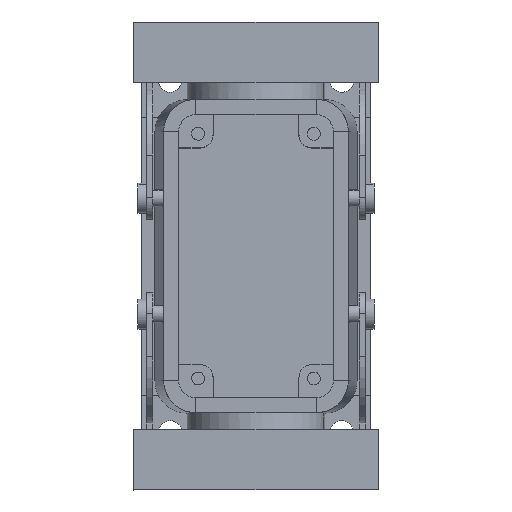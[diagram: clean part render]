
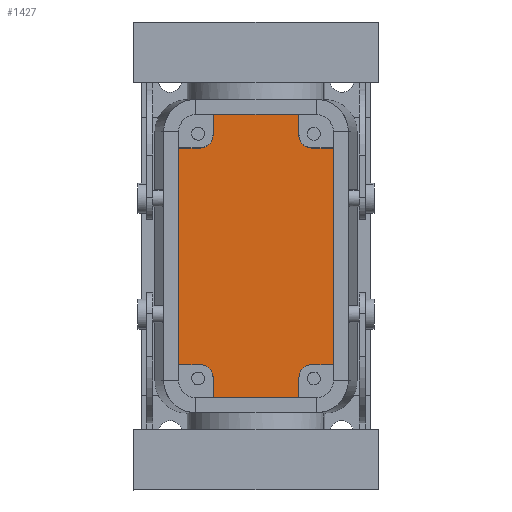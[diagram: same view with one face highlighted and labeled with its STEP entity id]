
A CAD part, top view. The second image highlights one B-rep face of the part: STEP entity #1427.
In plain terms, the highlighted planar face has unit normal (0, 0, 1).
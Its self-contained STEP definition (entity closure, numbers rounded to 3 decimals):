
#1275=AXIS2_PLACEMENT_3D('Plane Axis2P3D',#1272,#1273,#1274) ;
#332=CARTESIAN_POINT('Vertex',(18.5,87.5,5.5)) ;
#335=CARTESIAN_POINT('Line Origine',(28.5,87.5,5.5)) ;
#339=CARTESIAN_POINT('Vertex',(38.5,87.5,5.5)) ;
#1253=CARTESIAN_POINT('Line Origine',(18.5,85.125,5.5)) ;
#1257=CARTESIAN_POINT('Vertex',(18.5,82.75,5.5)) ;
#1272=CARTESIAN_POINT('Axis2P3D Location',(28.5,54.5,5.5)) ;
#1278=CARTESIAN_POINT('Control Point',(18.5,82.75,5.5)) ;
#1279=CARTESIAN_POINT('Control Point',(18.5,82.411,5.5)) ;
#1280=CARTESIAN_POINT('Control Point',(18.452,82.071,5.5)) ;
#1281=CARTESIAN_POINT('Control Point',(18.356,81.741,5.5)) ;
#1282=CARTESIAN_POINT('Control Point',(18.073,81.116,5.5)) ;
#1283=CARTESIAN_POINT('Control Point',(17.628,80.595,5.5)) ;
#1284=CARTESIAN_POINT('Control Point',(17.37,80.367,5.5)) ;
#1285=CARTESIAN_POINT('Control Point',(16.861,80.033,5.5)) ;
#1286=CARTESIAN_POINT('Control Point',(16.287,79.837,5.5)) ;
#1287=CARTESIAN_POINT('Control Point',(16.027,79.779,5.5)) ;
#1288=CARTESIAN_POINT('Control Point',(15.764,79.75,5.5)) ;
#1289=CARTESIAN_POINT('Control Point',(15.5,79.75,5.5)) ;
#1290=CARTESIAN_POINT('Vertex',(15.5,79.75,5.5)) ;
#1293=CARTESIAN_POINT('Line Origine',(13.,79.75,5.5)) ;
#1297=CARTESIAN_POINT('Vertex',(10.5,79.75,5.5)) ;
#1300=CARTESIAN_POINT('Line Origine',(10.5,54.5,5.5)) ;
#1304=CARTESIAN_POINT('Vertex',(10.5,29.25,5.5)) ;
#1307=CARTESIAN_POINT('Line Origine',(13.,29.25,5.5)) ;
#1311=CARTESIAN_POINT('Vertex',(15.5,29.25,5.5)) ;
#1315=CARTESIAN_POINT('Control Point',(15.5,29.25,5.5)) ;
#1316=CARTESIAN_POINT('Control Point',(15.839,29.25,5.5)) ;
#1317=CARTESIAN_POINT('Control Point',(16.179,29.202,5.5)) ;
#1318=CARTESIAN_POINT('Control Point',(16.509,29.106,5.5)) ;
#1319=CARTESIAN_POINT('Control Point',(17.134,28.823,5.5)) ;
#1320=CARTESIAN_POINT('Control Point',(17.655,28.378,5.5)) ;
#1321=CARTESIAN_POINT('Control Point',(17.883,28.12,5.5)) ;
#1322=CARTESIAN_POINT('Control Point',(18.217,27.611,5.5)) ;
#1323=CARTESIAN_POINT('Control Point',(18.413,27.037,5.5)) ;
#1324=CARTESIAN_POINT('Control Point',(18.471,26.777,5.5)) ;
#1325=CARTESIAN_POINT('Control Point',(18.5,26.514,5.5)) ;
#1326=CARTESIAN_POINT('Control Point',(18.5,26.25,5.5)) ;
#1327=CARTESIAN_POINT('Vertex',(18.5,26.25,5.5)) ;
#1330=CARTESIAN_POINT('Line Origine',(18.5,23.875,5.5)) ;
#1334=CARTESIAN_POINT('Vertex',(18.5,21.5,5.5)) ;
#1337=CARTESIAN_POINT('Line Origine',(28.5,21.5,5.5)) ;
#1341=CARTESIAN_POINT('Vertex',(38.5,21.5,5.5)) ;
#1344=CARTESIAN_POINT('Line Origine',(38.5,23.875,5.5)) ;
#1348=CARTESIAN_POINT('Vertex',(38.5,26.25,5.5)) ;
#1352=CARTESIAN_POINT('Control Point',(38.5,26.25,5.5)) ;
#1353=CARTESIAN_POINT('Control Point',(38.5,26.589,5.5)) ;
#1354=CARTESIAN_POINT('Control Point',(38.548,26.929,5.5)) ;
#1355=CARTESIAN_POINT('Control Point',(38.644,27.259,5.5)) ;
#1356=CARTESIAN_POINT('Control Point',(38.927,27.884,5.5)) ;
#1357=CARTESIAN_POINT('Control Point',(39.372,28.405,5.5)) ;
#1358=CARTESIAN_POINT('Control Point',(39.63,28.633,5.5)) ;
#1359=CARTESIAN_POINT('Control Point',(40.139,28.967,5.5)) ;
#1360=CARTESIAN_POINT('Control Point',(40.713,29.163,5.5)) ;
#1361=CARTESIAN_POINT('Control Point',(40.973,29.221,5.5)) ;
#1362=CARTESIAN_POINT('Control Point',(41.236,29.25,5.5)) ;
#1363=CARTESIAN_POINT('Control Point',(41.5,29.25,5.5)) ;
#1364=CARTESIAN_POINT('Vertex',(41.5,29.25,5.5)) ;
#1367=CARTESIAN_POINT('Line Origine',(44.,29.25,5.5)) ;
#1371=CARTESIAN_POINT('Vertex',(46.5,29.25,5.5)) ;
#1374=CARTESIAN_POINT('Line Origine',(46.5,54.5,5.5)) ;
#1378=CARTESIAN_POINT('Vertex',(46.5,79.75,5.5)) ;
#1381=CARTESIAN_POINT('Line Origine',(44.,79.75,5.5)) ;
#1385=CARTESIAN_POINT('Vertex',(41.5,79.75,5.5)) ;
#1389=CARTESIAN_POINT('Control Point',(41.5,79.75,5.5)) ;
#1390=CARTESIAN_POINT('Control Point',(41.161,79.75,5.5)) ;
#1391=CARTESIAN_POINT('Control Point',(40.821,79.798,5.5)) ;
#1392=CARTESIAN_POINT('Control Point',(40.491,79.894,5.5)) ;
#1393=CARTESIAN_POINT('Control Point',(39.866,80.177,5.5)) ;
#1394=CARTESIAN_POINT('Control Point',(39.345,80.622,5.5)) ;
#1395=CARTESIAN_POINT('Control Point',(39.117,80.88,5.5)) ;
#1396=CARTESIAN_POINT('Control Point',(38.783,81.389,5.5)) ;
#1397=CARTESIAN_POINT('Control Point',(38.587,81.963,5.5)) ;
#1398=CARTESIAN_POINT('Control Point',(38.529,82.223,5.5)) ;
#1399=CARTESIAN_POINT('Control Point',(38.5,82.486,5.5)) ;
#1400=CARTESIAN_POINT('Control Point',(38.5,82.75,5.5)) ;
#1401=CARTESIAN_POINT('Vertex',(38.5,82.75,5.5)) ;
#1404=CARTESIAN_POINT('Line Origine',(38.5,85.125,5.5)) ;
#336=DIRECTION('Vector Direction',(-1.,0.,0.)) ;
#1254=DIRECTION('Vector Direction',(0.,1.,0.)) ;
#1273=DIRECTION('Axis2P3D Direction',(0.,-0.,1.)) ;
#1274=DIRECTION('Axis2P3D XDirection',(0.,1.,0.)) ;
#1294=DIRECTION('Vector Direction',(1.,0.,0.)) ;
#1301=DIRECTION('Vector Direction',(0.,1.,0.)) ;
#1308=DIRECTION('Vector Direction',(1.,0.,0.)) ;
#1331=DIRECTION('Vector Direction',(0.,-1.,0.)) ;
#1338=DIRECTION('Vector Direction',(1.,0.,0.)) ;
#1345=DIRECTION('Vector Direction',(0.,-1.,0.)) ;
#1368=DIRECTION('Vector Direction',(-1.,0.,0.)) ;
#1375=DIRECTION('Vector Direction',(0.,-1.,0.)) ;
#1382=DIRECTION('Vector Direction',(-1.,0.,0.)) ;
#1405=DIRECTION('Vector Direction',(0.,1.,0.)) ;
#337=VECTOR('Line Direction',#336,1.) ;
#1255=VECTOR('Line Direction',#1254,1.) ;
#1295=VECTOR('Line Direction',#1294,1.) ;
#1302=VECTOR('Line Direction',#1301,1.) ;
#1309=VECTOR('Line Direction',#1308,1.) ;
#1332=VECTOR('Line Direction',#1331,1.) ;
#1339=VECTOR('Line Direction',#1338,1.) ;
#1346=VECTOR('Line Direction',#1345,1.) ;
#1369=VECTOR('Line Direction',#1368,1.) ;
#1376=VECTOR('Line Direction',#1375,1.) ;
#1383=VECTOR('Line Direction',#1382,1.) ;
#1406=VECTOR('Line Direction',#1405,1.) ;
#1410=ORIENTED_EDGE('',*,*,#1292,.F.) ;
#1411=ORIENTED_EDGE('',*,*,#1299,.F.) ;
#1412=ORIENTED_EDGE('',*,*,#1306,.T.) ;
#1413=ORIENTED_EDGE('',*,*,#1313,.T.) ;
#1414=ORIENTED_EDGE('',*,*,#1329,.F.) ;
#1415=ORIENTED_EDGE('',*,*,#1336,.T.) ;
#1416=ORIENTED_EDGE('',*,*,#1343,.T.) ;
#1417=ORIENTED_EDGE('',*,*,#1350,.F.) ;
#1418=ORIENTED_EDGE('',*,*,#1366,.F.) ;
#1419=ORIENTED_EDGE('',*,*,#1373,.F.) ;
#1420=ORIENTED_EDGE('',*,*,#1380,.T.) ;
#1421=ORIENTED_EDGE('',*,*,#1387,.T.) ;
#1422=ORIENTED_EDGE('',*,*,#1403,.F.) ;
#1423=ORIENTED_EDGE('',*,*,#1408,.T.) ;
#1424=ORIENTED_EDGE('',*,*,#341,.T.) ;
#1425=ORIENTED_EDGE('',*,*,#1259,.F.) ;
#1427=ADVANCED_FACE('Housing',(#1426),#1276,.T.) ;
#1277=B_SPLINE_CURVE_WITH_KNOTS('',5,(#1278,#1279,#1280,#1281,#1282,#1283,#1284,#1285,#1286,#1287,#1288,#1289),.UNSPECIFIED.,.F.,.U.,(6,3,3,6),(0.,2.4,4.8,6.664),.UNSPECIFIED.) ;
#1314=B_SPLINE_CURVE_WITH_KNOTS('',5,(#1315,#1316,#1317,#1318,#1319,#1320,#1321,#1322,#1323,#1324,#1325,#1326),.UNSPECIFIED.,.F.,.U.,(6,3,3,6),(0.,2.4,4.8,6.664),.UNSPECIFIED.) ;
#1351=B_SPLINE_CURVE_WITH_KNOTS('',5,(#1352,#1353,#1354,#1355,#1356,#1357,#1358,#1359,#1360,#1361,#1362,#1363),.UNSPECIFIED.,.F.,.U.,(6,3,3,6),(0.,2.4,4.8,6.664),.UNSPECIFIED.) ;
#1388=B_SPLINE_CURVE_WITH_KNOTS('',5,(#1389,#1390,#1391,#1392,#1393,#1394,#1395,#1396,#1397,#1398,#1399,#1400),.UNSPECIFIED.,.F.,.U.,(6,3,3,6),(0.,2.4,4.8,6.664),.UNSPECIFIED.) ;
#341=EDGE_CURVE('',#340,#333,#338,.T.) ;
#1259=EDGE_CURVE('',#1258,#333,#1256,.T.) ;
#1292=EDGE_CURVE('',#1291,#1258,#1277,.F.) ;
#1299=EDGE_CURVE('',#1298,#1291,#1296,.T.) ;
#1306=EDGE_CURVE('',#1298,#1305,#1303,.F.) ;
#1313=EDGE_CURVE('',#1305,#1312,#1310,.T.) ;
#1329=EDGE_CURVE('',#1328,#1312,#1314,.F.) ;
#1336=EDGE_CURVE('',#1328,#1335,#1333,.T.) ;
#1343=EDGE_CURVE('',#1335,#1342,#1340,.T.) ;
#1350=EDGE_CURVE('',#1349,#1342,#1347,.T.) ;
#1366=EDGE_CURVE('',#1365,#1349,#1351,.F.) ;
#1373=EDGE_CURVE('',#1372,#1365,#1370,.T.) ;
#1380=EDGE_CURVE('',#1372,#1379,#1377,.F.) ;
#1387=EDGE_CURVE('',#1379,#1386,#1384,.T.) ;
#1403=EDGE_CURVE('',#1402,#1386,#1388,.F.) ;
#1408=EDGE_CURVE('',#1402,#340,#1407,.T.) ;
#1409=EDGE_LOOP('',(#1410,#1411,#1412,#1413,#1414,#1415,#1416,#1417,#1418,#1419,#1420,#1421,#1422,#1423,#1424,#1425)) ;
#1426=FACE_OUTER_BOUND('',#1409,.T.) ;
#338=LINE('Line',#335,#337) ;
#1256=LINE('Line',#1253,#1255) ;
#1296=LINE('Line',#1293,#1295) ;
#1303=LINE('Line',#1300,#1302) ;
#1310=LINE('Line',#1307,#1309) ;
#1333=LINE('Line',#1330,#1332) ;
#1340=LINE('Line',#1337,#1339) ;
#1347=LINE('Line',#1344,#1346) ;
#1370=LINE('Line',#1367,#1369) ;
#1377=LINE('Line',#1374,#1376) ;
#1384=LINE('Line',#1381,#1383) ;
#1407=LINE('Line',#1404,#1406) ;
#1276=PLANE('',#1275) ;
#333=VERTEX_POINT('',#332) ;
#340=VERTEX_POINT('',#339) ;
#1258=VERTEX_POINT('',#1257) ;
#1291=VERTEX_POINT('',#1290) ;
#1298=VERTEX_POINT('',#1297) ;
#1305=VERTEX_POINT('',#1304) ;
#1312=VERTEX_POINT('',#1311) ;
#1328=VERTEX_POINT('',#1327) ;
#1335=VERTEX_POINT('',#1334) ;
#1342=VERTEX_POINT('',#1341) ;
#1349=VERTEX_POINT('',#1348) ;
#1365=VERTEX_POINT('',#1364) ;
#1372=VERTEX_POINT('',#1371) ;
#1379=VERTEX_POINT('',#1378) ;
#1386=VERTEX_POINT('',#1385) ;
#1402=VERTEX_POINT('',#1401) ;
